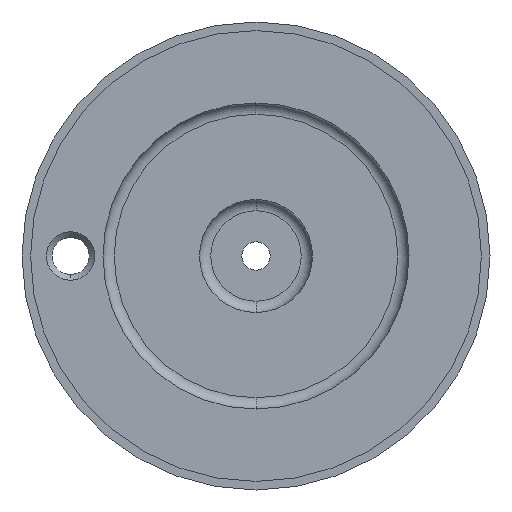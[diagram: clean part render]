
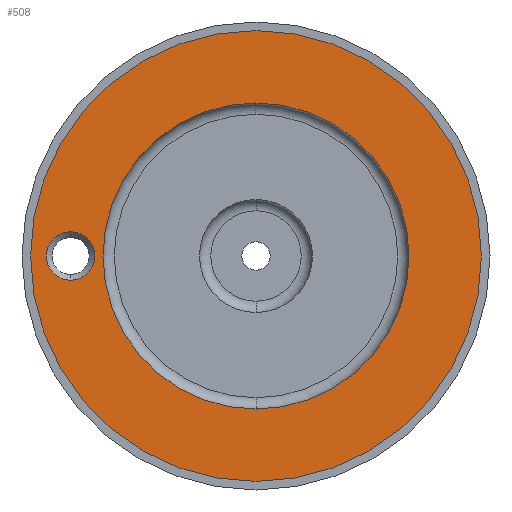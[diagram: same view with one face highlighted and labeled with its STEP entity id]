
A CAD part, left-side view. The second image highlights one B-rep face of the part: STEP entity #508.
In plain terms, the highlighted planar face has unit normal (-1, 0, 0).
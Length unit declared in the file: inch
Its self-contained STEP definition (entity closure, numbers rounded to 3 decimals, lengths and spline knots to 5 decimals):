
#8 = CARTESIAN_POINT ( 'NONE',  ( -0.375, 0., 0. ) ) ;
#10 = CARTESIAN_POINT ( 'NONE',  ( -0.375, 0., 0. ) ) ;
#29 = DIRECTION ( 'NONE',  ( 0., 0., -1. ) ) ;
#48 = CARTESIAN_POINT ( 'NONE',  ( -0.375, 0.82, 0. ) ) ;
#55 = DIRECTION ( 'NONE',  ( 0., 0., 1. ) ) ;
#57 = PLANE ( 'NONE',  #529 ) ;
#62 = DIRECTION ( 'NONE',  ( 0., 0., 1. ) ) ;
#65 = DIRECTION ( 'NONE',  ( -1., 0., 0. ) ) ;
#69 = DIRECTION ( 'NONE',  ( 0., 0., -1. ) ) ;
#74 = DIRECTION ( 'NONE',  ( -1., 0., 0. ) ) ;
#83 = DIRECTION ( 'NONE',  ( 0., 0., -1. ) ) ;
#90 = CARTESIAN_POINT ( 'NONE',  ( -0.375, 0.997, 0. ) ) ;
#98 = CARTESIAN_POINT ( 'NONE',  ( -0.375, 0.82, 0. ) ) ;
#99 = DIRECTION ( 'NONE',  ( 1., 0., 0. ) ) ;
#100 = DIRECTION ( 'NONE',  ( -1., 0., 0. ) ) ;
#101 = DIRECTION ( 'NONE',  ( 1., 0., 0. ) ) ;
#105 = CARTESIAN_POINT ( 'NONE',  ( -0.375, 0., 0. ) ) ;
#125 = CARTESIAN_POINT ( 'NONE',  ( -0.375, 0., 0. ) ) ;
#140 = DIRECTION ( 'NONE',  ( 0., 0., 1. ) ) ;
#144 = DIRECTION ( 'NONE',  ( 1., 0., 0. ) ) ;
#161 = DIRECTION ( 'NONE',  ( 1., 0., 0. ) ) ;
#163 = DIRECTION ( 'NONE',  ( 0., 0., -1. ) ) ;
#187 = FACE_OUTER_BOUND ( 'NONE', #344, .T. ) ;
#218 = CIRCLE ( 'NONE', #557, 0.107 ) ;
#248 = CIRCLE ( 'NONE', #563, 0.677 ) ;
#263 = VERTEX_POINT ( 'NONE', #648 ) ;
#277 = CIRCLE ( 'NONE', #537, 0.677 ) ;
#278 = VERTEX_POINT ( 'NONE', #714 ) ;
#286 = CIRCLE ( 'NONE', #549, 0.997 ) ;
#302 = EDGE_LOOP ( 'NONE', ( #388, #337 ) ) ;
#308 = CIRCLE ( 'NONE', #524, 0.107 ) ;
#315 = EDGE_LOOP ( 'NONE', ( #445, #323 ) ) ;
#323 = ORIENTED_EDGE ( 'NONE', *, *, #634, .F. ) ;
#324 = VERTEX_POINT ( 'NONE', #699 ) ;
#337 = ORIENTED_EDGE ( 'NONE', *, *, #613, .T. ) ;
#338 = FACE_BOUND ( 'NONE', #315, .T. ) ;
#344 = EDGE_LOOP ( 'NONE', ( #351, #383 ) ) ;
#351 = ORIENTED_EDGE ( 'NONE', *, *, #628, .F. ) ;
#374 = CIRCLE ( 'NONE', #554, 0.997 ) ;
#383 = ORIENTED_EDGE ( 'NONE', *, *, #620, .F. ) ;
#388 = ORIENTED_EDGE ( 'NONE', *, *, #581, .T. ) ;
#397 = VERTEX_POINT ( 'NONE', #698 ) ;
#426 = VERTEX_POINT ( 'NONE', #680 ) ;
#445 = ORIENTED_EDGE ( 'NONE', *, *, #638, .F. ) ;
#458 = VERTEX_POINT ( 'NONE', #730 ) ;
#473 = FACE_BOUND ( 'NONE', #302, .T. ) ;
#508 = ADVANCED_FACE ( 'NONE', ( #338, #473, #187 ), #57, .T. ) ;
#524 = AXIS2_PLACEMENT_3D ( 'NONE', #98, #74, #140 ) ;
#529 = AXIS2_PLACEMENT_3D ( 'NONE', #90, #100, #55 ) ;
#537 = AXIS2_PLACEMENT_3D ( 'NONE', #105, #144, #83 ) ;
#549 = AXIS2_PLACEMENT_3D ( 'NONE', #10, #99, #29 ) ;
#554 = AXIS2_PLACEMENT_3D ( 'NONE', #8, #161, #69 ) ;
#557 = AXIS2_PLACEMENT_3D ( 'NONE', #48, #65, #62 ) ;
#563 = AXIS2_PLACEMENT_3D ( 'NONE', #125, #101, #163 ) ;
#581 = EDGE_CURVE ( 'NONE', #397, #278, #277, .T. ) ;
#613 = EDGE_CURVE ( 'NONE', #278, #397, #248, .T. ) ;
#620 = EDGE_CURVE ( 'NONE', #458, #263, #286, .T. ) ;
#628 = EDGE_CURVE ( 'NONE', #263, #458, #374, .T. ) ;
#634 = EDGE_CURVE ( 'NONE', #324, #426, #218, .T. ) ;
#638 = EDGE_CURVE ( 'NONE', #426, #324, #308, .T. ) ;
#648 = CARTESIAN_POINT ( 'NONE',  ( -0.375, 0., -0.997 ) ) ;
#680 = CARTESIAN_POINT ( 'NONE',  ( -0.375, 0.82, 0.107 ) ) ;
#698 = CARTESIAN_POINT ( 'NONE',  ( -0.375, 0., -0.677 ) ) ;
#699 = CARTESIAN_POINT ( 'NONE',  ( -0.375, 0.82, -0.107 ) ) ;
#714 = CARTESIAN_POINT ( 'NONE',  ( -0.375, 0., 0.677 ) ) ;
#730 = CARTESIAN_POINT ( 'NONE',  ( -0.375, 0., 0.997 ) ) ;
